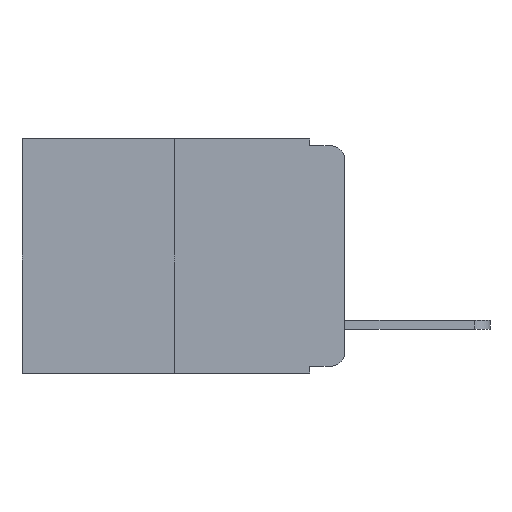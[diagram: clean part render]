
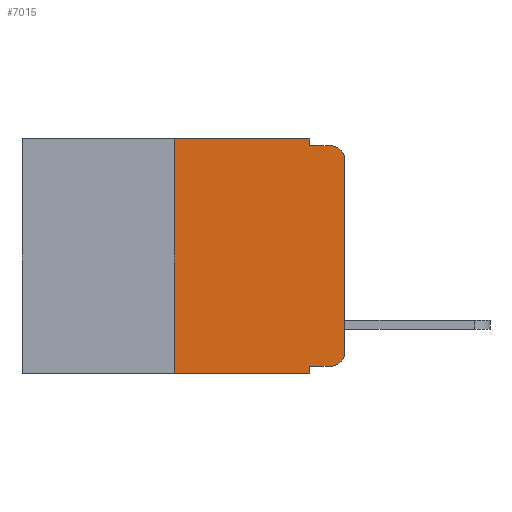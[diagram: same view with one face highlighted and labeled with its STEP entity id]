
A CAD part, left-side view. The second image highlights one B-rep face of the part: STEP entity #7015.
In plain terms, the highlighted planar face has unit normal (-1, 0, 0).
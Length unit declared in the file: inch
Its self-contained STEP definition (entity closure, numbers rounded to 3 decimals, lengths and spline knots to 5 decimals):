
#344 = VECTOR ( 'NONE', #5291, 39.37008 ) ;
#383 = EDGE_CURVE ( 'NONE', #21916, #14864, #10240, .T. ) ;
#646 = ORIENTED_EDGE ( 'NONE', *, *, #2051, .F. ) ;
#785 = PLANE ( 'NONE',  #6996 ) ;
#881 = FACE_OUTER_BOUND ( 'NONE', #15830, .T. ) ;
#1211 = EDGE_CURVE ( 'NONE', #14864, #2967, #5149, .T. ) ;
#1920 = CARTESIAN_POINT ( 'NONE',  ( 0., 0.02, -0.03 ) ) ;
#1982 = CARTESIAN_POINT ( 'NONE',  ( 0., 0.051, 0. ) ) ;
#2021 = CARTESIAN_POINT ( 'NONE',  ( 0., 0.25, -0.343 ) ) ;
#2051 = EDGE_CURVE ( 'NONE', #17048, #14200, #14922, .T. ) ;
#2300 = DIRECTION ( 'NONE',  ( 0., 0., -1. ) ) ;
#2386 = VERTEX_POINT ( 'NONE', #5338 ) ;
#2391 = VECTOR ( 'NONE', #2300, 39.37008 ) ;
#2694 = CARTESIAN_POINT ( 'NONE',  ( 0., 0.473, 0. ) ) ;
#2967 = VERTEX_POINT ( 'NONE', #9863 ) ;
#3447 = DIRECTION ( 'NONE',  ( 0., 0., -1. ) ) ;
#3870 = EDGE_CURVE ( 'NONE', #17048, #15156, #24152, .T. ) ;
#4145 = ORIENTED_EDGE ( 'NONE', *, *, #9048, .T. ) ;
#4811 = CARTESIAN_POINT ( 'NONE',  ( 0., 0.051, -0.333 ) ) ;
#4867 = ORIENTED_EDGE ( 'NONE', *, *, #1211, .T. ) ;
#4942 = LINE ( 'NONE', #19987, #24635 ) ;
#5149 = CIRCLE ( 'NONE', #21130, 0.02 ) ;
#5291 = DIRECTION ( 'NONE',  ( 0., -1., 0. ) ) ;
#5338 = CARTESIAN_POINT ( 'NONE',  ( 0., 0.02, -0.01 ) ) ;
#5478 = VECTOR ( 'NONE', #16136, 39.37008 ) ;
#5607 = CIRCLE ( 'NONE', #9444, 0.02 ) ;
#6848 = EDGE_CURVE ( 'NONE', #21916, #15156, #7446, .T. ) ;
#6996 = AXIS2_PLACEMENT_3D ( 'NONE', #2694, #16015, #23367 ) ;
#7015 = ADVANCED_FACE ( 'NONE', ( #881 ), #785, .F. ) ;
#7434 = ORIENTED_EDGE ( 'NONE', *, *, #10599, .F. ) ;
#7446 = LINE ( 'NONE', #1982, #2391 ) ;
#7635 = DIRECTION ( 'NONE',  ( -1., 0., 0. ) ) ;
#8071 = DIRECTION ( 'NONE',  ( 0., -1., 0. ) ) ;
#8417 = ORIENTED_EDGE ( 'NONE', *, *, #383, .T. ) ;
#8686 = CARTESIAN_POINT ( 'NONE',  ( 0., 0.051, 0. ) ) ;
#9048 = EDGE_CURVE ( 'NONE', #2967, #11413, #4942, .T. ) ;
#9173 = CARTESIAN_POINT ( 'NONE',  ( 0., 0.473, -0.343 ) ) ;
#9264 = CARTESIAN_POINT ( 'NONE',  ( 0., 0.051, -0.343 ) ) ;
#9444 = AXIS2_PLACEMENT_3D ( 'NONE', #1920, #7635, #22917 ) ;
#9550 = EDGE_CURVE ( 'NONE', #11546, #11247, #15328, .T. ) ;
#9863 = CARTESIAN_POINT ( 'NONE',  ( 0., 0., -0.313 ) ) ;
#10076 = CARTESIAN_POINT ( 'NONE',  ( 0., 0.051, -0.01 ) ) ;
#10199 = CARTESIAN_POINT ( 'NONE',  ( 0., 0.25, 0. ) ) ;
#10240 = LINE ( 'NONE', #4811, #5478 ) ;
#10432 = CARTESIAN_POINT ( 'NONE',  ( 0., 0.051, 0. ) ) ;
#10599 = EDGE_CURVE ( 'NONE', #11247, #2386, #12351, .T. ) ;
#10622 = DIRECTION ( 'NONE',  ( 0., 0., 1. ) ) ;
#10993 = DIRECTION ( 'NONE',  ( 0., -1., 0. ) ) ;
#11247 = VERTEX_POINT ( 'NONE', #17440 ) ;
#11413 = VERTEX_POINT ( 'NONE', #11912 ) ;
#11546 = VERTEX_POINT ( 'NONE', #8686 ) ;
#11603 = VECTOR ( 'NONE', #23584, 39.37008 ) ;
#11644 = LINE ( 'NONE', #24134, #344 ) ;
#11863 = ORIENTED_EDGE ( 'NONE', *, *, #6848, .F. ) ;
#11912 = CARTESIAN_POINT ( 'NONE',  ( 0., 0., -0.03 ) ) ;
#12351 = LINE ( 'NONE', #10076, #23990 ) ;
#12907 = ORIENTED_EDGE ( 'NONE', *, *, #3870, .T. ) ;
#13963 = VECTOR ( 'NONE', #10993, 39.37008 ) ;
#14200 = VERTEX_POINT ( 'NONE', #10199 ) ;
#14864 = VERTEX_POINT ( 'NONE', #24032 ) ;
#14922 = LINE ( 'NONE', #17824, #11603 ) ;
#15156 = VERTEX_POINT ( 'NONE', #9264 ) ;
#15328 = LINE ( 'NONE', #10432, #22822 ) ;
#15430 = CARTESIAN_POINT ( 'NONE',  ( 0., 0.051, -0.333 ) ) ;
#15830 = EDGE_LOOP ( 'NONE', ( #4145, #19134, #7434, #17354, #19750, #646, #12907, #11863, #8417, #4867 ) ) ;
#16015 = DIRECTION ( 'NONE',  ( 1., 0., 0. ) ) ;
#16136 = DIRECTION ( 'NONE',  ( 0., -1., 0. ) ) ;
#16913 = DIRECTION ( 'NONE',  ( -1., 0., 0. ) ) ;
#17048 = VERTEX_POINT ( 'NONE', #2021 ) ;
#17354 = ORIENTED_EDGE ( 'NONE', *, *, #9550, .F. ) ;
#17440 = CARTESIAN_POINT ( 'NONE',  ( 0., 0.051, -0.01 ) ) ;
#17824 = CARTESIAN_POINT ( 'NONE',  ( 0., 0.25, 0. ) ) ;
#19134 = ORIENTED_EDGE ( 'NONE', *, *, #19856, .T. ) ;
#19750 = ORIENTED_EDGE ( 'NONE', *, *, #23587, .F. ) ;
#19856 = EDGE_CURVE ( 'NONE', #11413, #2386, #5607, .T. ) ;
#19987 = CARTESIAN_POINT ( 'NONE',  ( 0., 0., 0. ) ) ;
#21130 = AXIS2_PLACEMENT_3D ( 'NONE', #24599, #16913, #3447 ) ;
#21916 = VERTEX_POINT ( 'NONE', #15430 ) ;
#22089 = DIRECTION ( 'NONE',  ( 0., 0., -1. ) ) ;
#22822 = VECTOR ( 'NONE', #22089, 39.37008 ) ;
#22917 = DIRECTION ( 'NONE',  ( 0., 0., -1. ) ) ;
#23367 = DIRECTION ( 'NONE',  ( 0., 0., -1. ) ) ;
#23584 = DIRECTION ( 'NONE',  ( 0., 0., 1. ) ) ;
#23587 = EDGE_CURVE ( 'NONE', #14200, #11546, #11644, .T. ) ;
#23990 = VECTOR ( 'NONE', #8071, 39.37008 ) ;
#24032 = CARTESIAN_POINT ( 'NONE',  ( 0., 0.02, -0.333 ) ) ;
#24134 = CARTESIAN_POINT ( 'NONE',  ( 0., 0.473, 0. ) ) ;
#24152 = LINE ( 'NONE', #9173, #13963 ) ;
#24599 = CARTESIAN_POINT ( 'NONE',  ( 0., 0.02, -0.313 ) ) ;
#24635 = VECTOR ( 'NONE', #10622, 39.37008 ) ;
